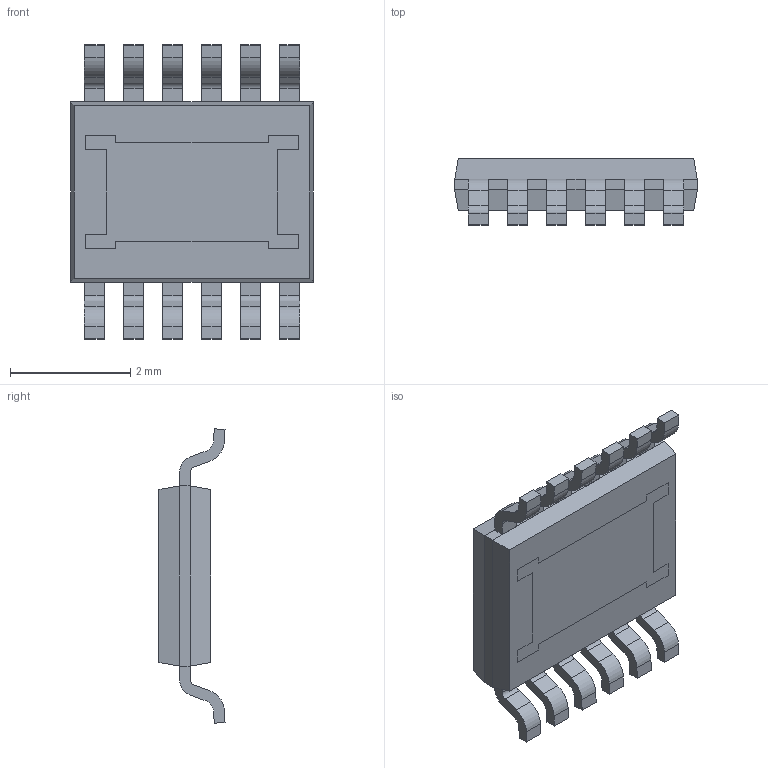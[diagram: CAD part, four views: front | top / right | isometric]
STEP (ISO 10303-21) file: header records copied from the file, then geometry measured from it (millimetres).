
FILE_DESCRIPTION(('FreeCAD Model'),'2;1');
FILE_NAME('Open CASCADE Shape Model','2023-04-27T10:38:40',('Author'),( ''),'Open CASCADE STEP processor 7.6','FreeCAD','Unknown');
FILE_SCHEMA(('AUTOMOTIVE_DESIGN { 1 0 10303 214 1 1 1 1 }'));
Length unit declared in the file: millimetre
Products named in the file (1): LT3045IMSE#PBF
Bounding box: 4.04 x 1.1 x 4.9 mm (x, y, z)
Volume: 11 mm3; surface area: 64.7 mm2
Topology: 15 solids, 15 shells, 232 faces, 592 edges, 392 vertices
Faces by surface type: plane 180, cylinder 52
Entity records: 15027 total; most frequent: CARTESIAN_POINT 2689, DIRECTION 2298, LINE 1568, VECTOR 1568, ORIENTED_EDGE 1184, PCURVE 1184, DEFINITIONAL_REPRESENTATION 1184, EDGE_CURVE 592
